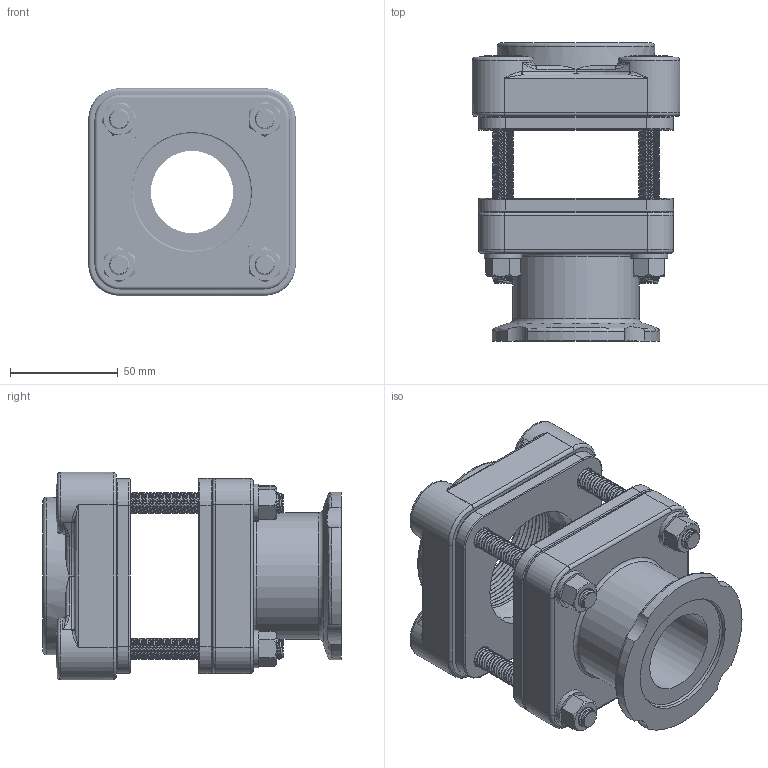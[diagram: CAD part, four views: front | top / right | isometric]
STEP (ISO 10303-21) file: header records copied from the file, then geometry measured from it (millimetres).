
FILE_DESCRIPTION(/* description */ ('2" MANIFOLD BOLTED FLANGE, W/ 3-1/2" ALL-THREAD HHCS'),/* implementation_level */ '2;1');
FILE_NAME(/* name */ 'MBF235.stp',/* time_stamp */ '2020-04-28T08:38:24-04:00',/* author */ ('DCT'),/* organization */ (''),/* preprocessor_version */ 'ST-DEVELOPER v17.2',/* originating_system */ 'Autodesk Inventor 2019',/* authorisation */ '');
FILE_SCHEMA (('AUTOMOTIVE_DESIGN { 1 0 10303 214 3 1 1 }'));
Length unit declared in the file: inch
Products named in the file (8): MBF235; BF201A; V20191; V20018; V20019; BF304A; BF309; BF200GE
Assembly tree (20 placements, depth 2):
  MBF235
    BF201A
    V20191
    V20018  x4
    V20019  x4
    BF304A  x4
    BF309  x4
    BF200GE  x2
Bounding box: 96.07 x 138.18 x 96.07 mm (x, y, z)
Volume: 452784.7 mm3; surface area: 133557.1 mm2
Topology: 20 solids, 20 shells, 1747 faces, 4774 edges, 3084 vertices
Faces by surface type: cylinder 674, cone 618, plane 306, bspline 73, torus 72, sphere 4
Full cylindrical faces by diameter (mm): 8.236 x220, 9.525 x216, 9.652 x4, 10.312 x4, 10.414 x8, 18.161 x4, 18.847 x8, 19.05 x4, 38.1 x1, 55.626 x1, 57.15 x2, 58.674 x1, 72.898 x1
Entity records: 30678 total; most frequent: CARTESIAN_POINT 12571, ORIENTED_EDGE 3890, DIRECTION 3529, EDGE_CURVE 1945, AXIS2_PLACEMENT_3D 1355, VERTEX_POINT 1254, LINE 819, VECTOR 819
